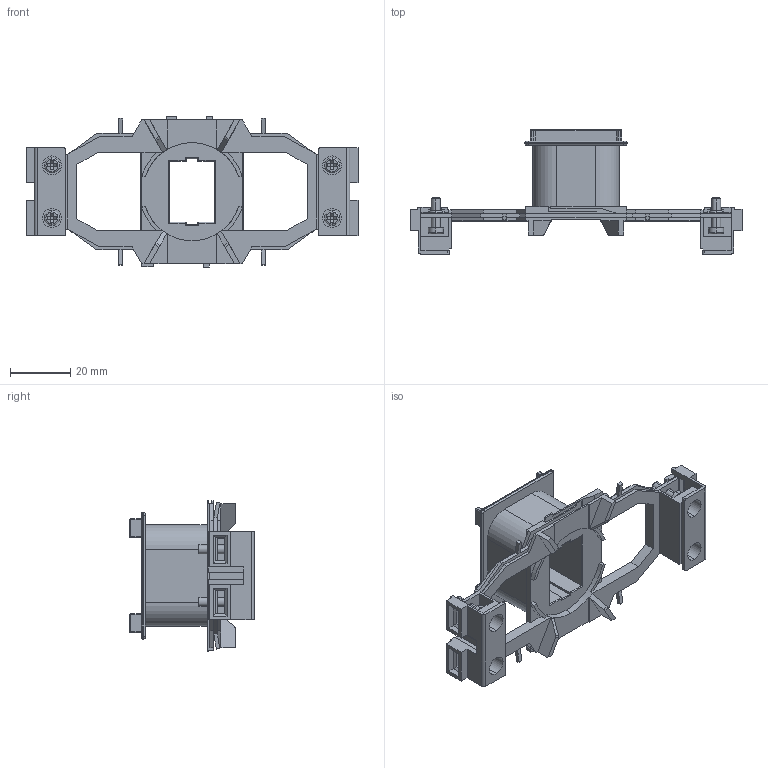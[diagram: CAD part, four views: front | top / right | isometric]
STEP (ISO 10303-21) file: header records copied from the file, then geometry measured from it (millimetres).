
FILE_DESCRIPTION (( 'STEP AP214' ), '1' );
FILE_NAME ('B3RT1934-5AR61.STEP', '2019-09-16T17:17:21', ( '' ), ( '' ), 'SwSTEP 2.0', 'SolidWorks 2017', '' );
FILE_SCHEMA (( 'AUTOMOTIVE_DESIGN' ));
Length unit declared in the file: millimetre
Products named in the file (1): B3RT1934-5AR61
Bounding box: 110 x 41.2 x 49.8 mm (x, y, z)
Volume: 25244.4 mm3; surface area: 22893.7 mm2
Topology: 8 solids, 8 shells, 693 faces, 1826 edges, 1137 vertices
Faces by surface type: plane 508, cylinder 129, torus 32, cone 12, sphere 12
Entity records: 21019 total; most frequent: CARTESIAN_POINT 3781, ORIENTED_EDGE 3628, DIRECTION 3440, EDGE_CURVE 1814, LINE 1496, VECTOR 1496, VERTEX_POINT 1137, AXIS2_PLACEMENT_3D 972
